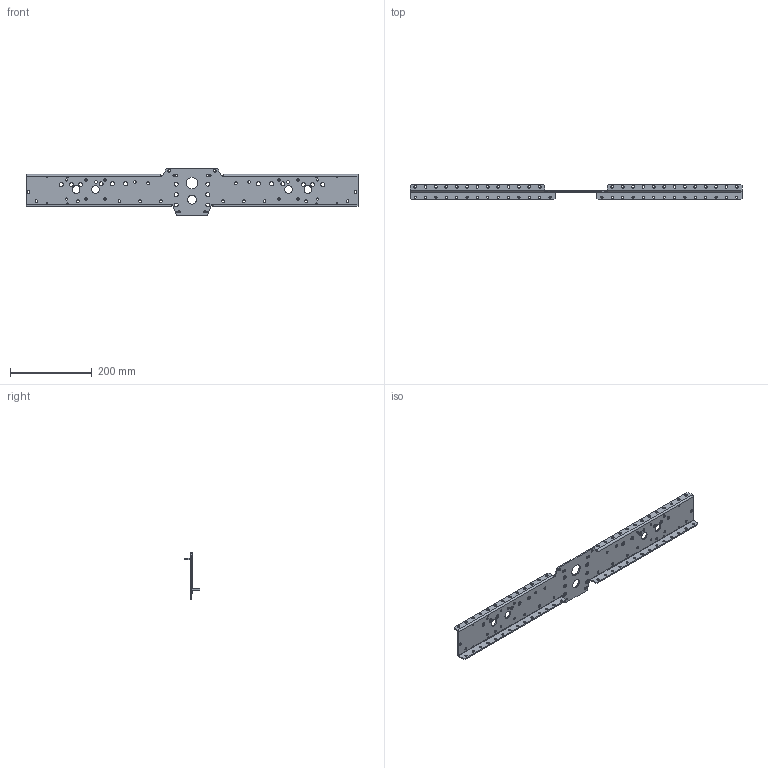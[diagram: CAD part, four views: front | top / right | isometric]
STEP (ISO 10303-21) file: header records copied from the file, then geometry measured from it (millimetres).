
FILE_DESCRIPTION(/* description */ (''),/* implementation_level */ '2;1');
FILE_NAME(/* name */ 'am-2952 AM14U2 Inside Sheet.ipt.step',/* time_stamp */ '2015-01-02T19:12:25-08:00',/* author */ ('Philip'),/* organization */ (''),/* preprocessor_version */ 'ST-DEVELOPER v15.6',/* originating_system */ 'Autodesk Inventor 2015',/* authorisation */ '');
FILE_SCHEMA (('AUTOMOTIVE_DESIGN { 1 0 10303 214 3 1 1 }'));
Length unit declared in the file: inch
Products named in the file (1): am-2952 AM14U2 Inside Sheet
Bounding box: 812.8 x 38.1 x 116.33 mm (x, y, z)
Volume: 265187.8 mm3; surface area: 182091.7 mm2
Topology: 1 solids, 1 shells, 192 faces, 546 edges, 356 vertices
Faces by surface type: cylinder 146, plane 46
Full cylindrical faces by diameter (mm): 2.54 x8, 4.064 x4, 5.08 x4, 5.334 x36, 6.706 x44, 6.807 x2, 9.525 x6, 9.652 x12, 19.05 x4, 22.225 x1, 28.575 x1
Entity records: 6290 total; most frequent: DIRECTION 1102, CARTESIAN_POINT 973, ORIENTED_EDGE 848, EDGE_LOOP 566, AXIS2_PLACEMENT_3D 485, EDGE_CURVE 424, FACE_BOUND 374, VERTEX_POINT 356
